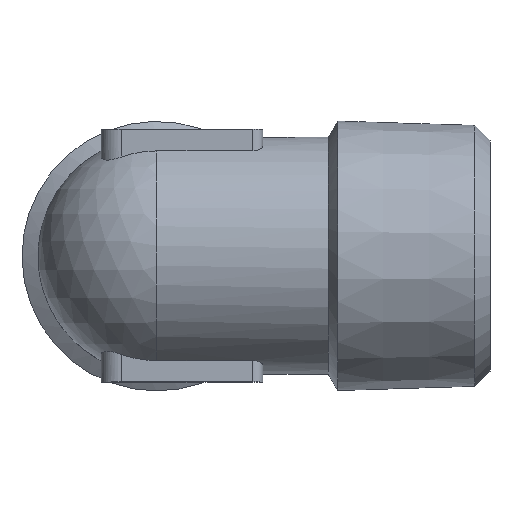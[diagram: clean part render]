
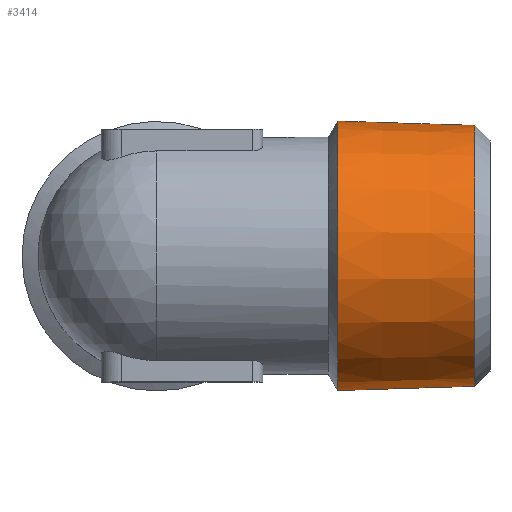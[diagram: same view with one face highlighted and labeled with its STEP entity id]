
A CAD part, top view. The second image highlights one B-rep face of the part: STEP entity #3414.
In plain terms, the highlighted conical face has half-angle 1.79 degrees and reference radius 13.377 mm.
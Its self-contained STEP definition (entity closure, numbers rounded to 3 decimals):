
#1032=CONICAL_SURFACE('',#3329,13.377,1.79);
#1057=ORIENTED_EDGE('',*,*,#1323,.F.);
#1058=ORIENTED_EDGE('',*,*,#1322,.F.);
#1224=CIRCLE('',#3328,12.914);
#1225=CIRCLE('',#3330,13.339);
#1258=VERTEX_POINT('',#1740);
#1259=VERTEX_POINT('',#1743);
#1322=EDGE_CURVE('',#1258,#1258,#1224,.T.);
#1323=EDGE_CURVE('',#1259,#1259,#1225,.T.);
#1417=EDGE_LOOP('',(#1057));
#1418=EDGE_LOOP('',(#1058));
#1472=FACE_BOUND('',#1417,.T.);
#1473=FACE_BOUND('',#1418,.T.);
#1549=DIRECTION('',(1.,0.,0.));
#1550=DIRECTION('',(0.,0.,12.914));
#1551=DIRECTION('',(-1.,0.,0.));
#1552=DIRECTION('',(0.,0.,1.));
#1553=DIRECTION('',(-1.,0.,0.));
#1554=DIRECTION('',(0.,0.,13.339));
#1740=CARTESIAN_POINT('',(54.312,49.632,12.914));
#1741=CARTESIAN_POINT('',(54.312,49.632,0.));
#1742=CARTESIAN_POINT('',(39.512,49.632,0.));
#1743=CARTESIAN_POINT('',(40.73,49.632,13.339));
#1744=CARTESIAN_POINT('',(40.73,49.632,0.));
#3328=AXIS2_PLACEMENT_3D('',#1741,#1549,#1550);
#3329=AXIS2_PLACEMENT_3D('',#1742,#1551,#1552);
#3330=AXIS2_PLACEMENT_3D('',#1744,#1553,#1554);
#3414=ADVANCED_FACE('',(#1472,#1473),#1032,.T.);
